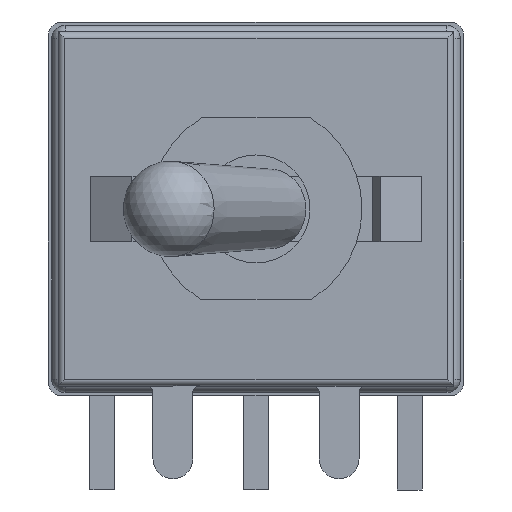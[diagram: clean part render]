
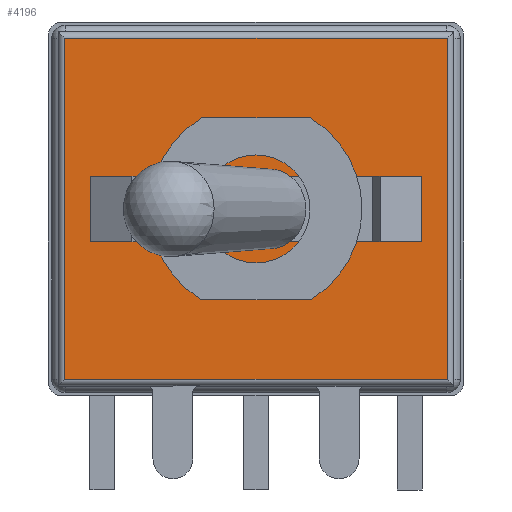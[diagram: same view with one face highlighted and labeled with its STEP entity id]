
A CAD part, left-side view. The second image highlights one B-rep face of the part: STEP entity #4196.
In plain terms, the highlighted planar face has unit normal (-1, 0, 0).
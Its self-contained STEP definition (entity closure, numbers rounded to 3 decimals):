
#3983=CARTESIAN_POINT('',(-14.81,-5.85,0.5));
#3984=VERTEX_POINT('',#3983);
#3992=CARTESIAN_POINT('',(-14.81,5.85,0.5));
#3993=VERTEX_POINT('',#3992);
#3994=CARTESIAN_POINT('',(-14.81,-5.85,0.5));
#3995=DIRECTION('',(0.0,1.0,0.0));
#3996=VECTOR('',#3995,11.7);
#3997=LINE('',#3994,#3996);
#3998=EDGE_CURVE('',#3984,#3993,#3997,.T.);
#4024=CARTESIAN_POINT('',(-14.81,5.85,10.93));
#4025=VERTEX_POINT('',#4024);
#4026=CARTESIAN_POINT('',(-14.81,5.85,0.5));
#4027=DIRECTION('',(0.0,0.0,1.0));
#4028=VECTOR('',#4027,10.43);
#4029=LINE('',#4026,#4028);
#4030=EDGE_CURVE('',#3993,#4025,#4029,.T.);
#4056=CARTESIAN_POINT('',(-14.81,-5.85,10.93));
#4057=VERTEX_POINT('',#4056);
#4058=CARTESIAN_POINT('',(-14.81,5.85,10.93));
#4059=DIRECTION('',(0.0,-1.0,0.0));
#4060=VECTOR('',#4059,11.7);
#4061=LINE('',#4058,#4060);
#4062=EDGE_CURVE('',#4025,#4057,#4061,.T.);
#4086=CARTESIAN_POINT('',(-14.81,-5.85,10.93));
#4087=DIRECTION('',(0.0,0.0,-1.0));
#4088=VECTOR('',#4087,10.43);
#4089=LINE('',#4086,#4088);
#4090=EDGE_CURVE('',#4057,#3984,#4089,.T.);
#4151=CARTESIAN_POINT('',(-14.81,4.55,5.715));
#4152=DIRECTION('',(1.0,0.0,0.0));
#4153=DIRECTION('',(0.0,0.0,-1.0));
#4154=AXIS2_PLACEMENT_3D('',#4151,#4152,#4153);
#4155=PLANE('',#4154);
#4156=ORIENTED_EDGE('',*,*,#3998,.F.);
#4157=ORIENTED_EDGE('',*,*,#4090,.F.);
#4158=ORIENTED_EDGE('',*,*,#4062,.F.);
#4159=ORIENTED_EDGE('',*,*,#4030,.F.);
#4160=EDGE_LOOP('',(#4156,#4157,#4158,#4159));
#4161=FACE_OUTER_BOUND('',#4160,.T.);
#4162=CARTESIAN_POINT('',(-14.81,-5.05,6.715));
#4163=VERTEX_POINT('',#4162);
#4164=CARTESIAN_POINT('',(-14.81,-5.05,4.715));
#4165=VERTEX_POINT('',#4164);
#4166=CARTESIAN_POINT('',(-14.81,-5.05,6.715));
#4167=DIRECTION('',(0.0,0.0,-1.0));
#4168=VECTOR('',#4167,2.);
#4169=LINE('',#4166,#4168);
#4170=EDGE_CURVE('',#4163,#4165,#4169,.T.);
#4171=ORIENTED_EDGE('',*,*,#4170,.T.);
#4172=CARTESIAN_POINT('',(-14.81,5.05,4.715));
#4173=VERTEX_POINT('',#4172);
#4174=CARTESIAN_POINT('',(-14.81,-5.05,4.715));
#4175=DIRECTION('',(0.0,1.0,0.0));
#4176=VECTOR('',#4175,10.1);
#4177=LINE('',#4174,#4176);
#4178=EDGE_CURVE('',#4165,#4173,#4177,.T.);
#4179=ORIENTED_EDGE('',*,*,#4178,.T.);
#4180=CARTESIAN_POINT('',(-14.81,5.05,6.715));
#4181=VERTEX_POINT('',#4180);
#4182=CARTESIAN_POINT('',(-14.81,5.05,4.715));
#4183=DIRECTION('',(0.0,0.0,1.0));
#4184=VECTOR('',#4183,2.);
#4185=LINE('',#4182,#4184);
#4186=EDGE_CURVE('',#4173,#4181,#4185,.T.);
#4187=ORIENTED_EDGE('',*,*,#4186,.T.);
#4188=CARTESIAN_POINT('',(-14.81,5.05,6.715));
#4189=DIRECTION('',(0.0,-1.0,0.0));
#4190=VECTOR('',#4189,10.1);
#4191=LINE('',#4188,#4190);
#4192=EDGE_CURVE('',#4181,#4163,#4191,.T.);
#4193=ORIENTED_EDGE('',*,*,#4192,.T.);
#4194=EDGE_LOOP('',(#4171,#4179,#4187,#4193));
#4195=FACE_BOUND('',#4194,.T.);
#4196=ADVANCED_FACE('',(#4161,#4195),#4155,.F.);
